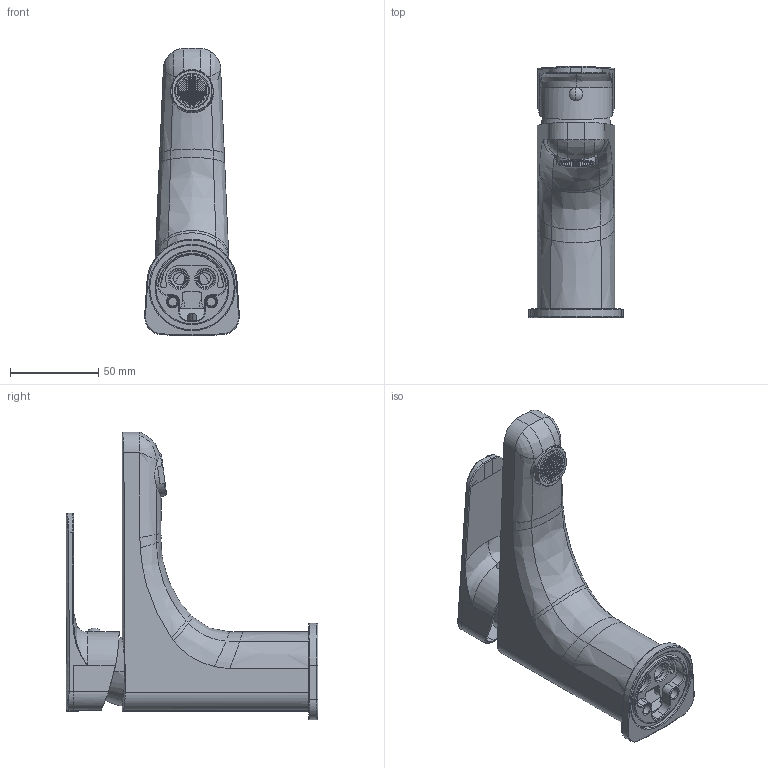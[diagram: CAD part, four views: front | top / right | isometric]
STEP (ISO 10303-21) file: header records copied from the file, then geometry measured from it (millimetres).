
FILE_DESCRIPTION((''),'2;1');
FILE_NAME('SY071CR','2021-04-12T10:39:50',('ut3'),('PAFFONI SpA'),'CREO PARAMETRIC BY PTC INC, 2020044','CREO PARAMETRIC BY PTC INC, 2020044','');
FILE_SCHEMA(('CONFIG_CONTROL_DESIGN','SHAPE_APPEARANCE_LAYERS_GROUPS'));
Products named in the file (1): SY071CR
Bounding box: 53.78 x 142.8 x 163.4 mm (x, y, z)
Volume: 184519.5 mm3; surface area: 108810.2 mm2
Topology: 2 solids, 2 shells, 2771 faces, 7997 edges, 5194 vertices
Faces by surface type: plane 2066, cylinder 384, torus 134, bspline 109, cone 64, sphere 12, extrusion 2
Entity records: 126416 total; most frequent: CARTESIAN_POINT 27385, ORIENTED_EDGE 15962, DIRECTION 14737, EDGE_CURVE 7981, VECTOR 5199, LINE 5197, VERTEX_POINT 5194, AXIS2_PLACEMENT_3D 4769
